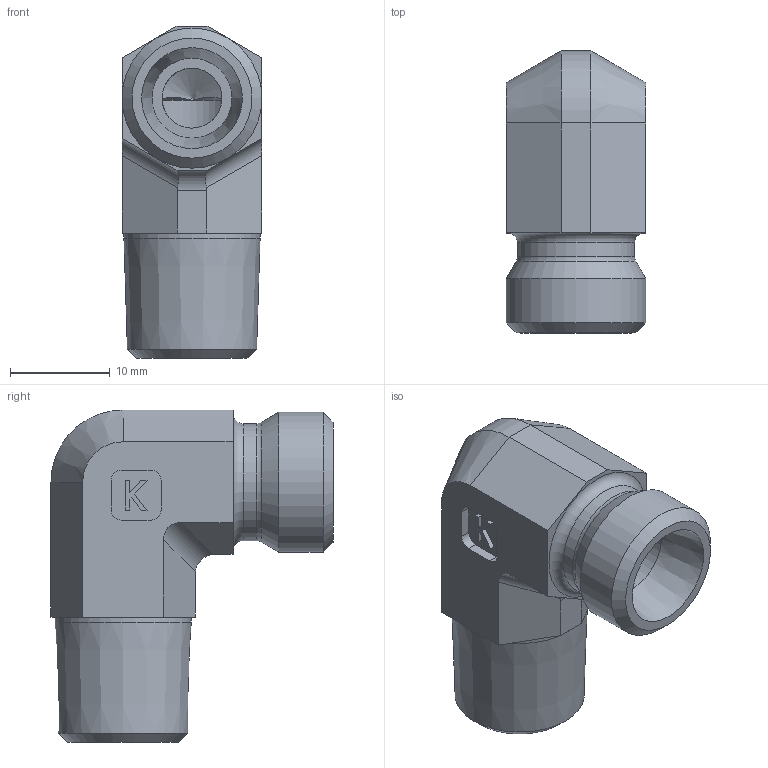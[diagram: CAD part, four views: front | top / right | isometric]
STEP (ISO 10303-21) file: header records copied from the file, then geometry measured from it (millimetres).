
FILE_DESCRIPTION((''),'2;1');
FILE_NAME('23002082814.stp','2014-08-27T10:38:01',(''),('KNOMI spol. s r. o.'),'Autodesk Inventor 2012','Autodesk Inventor 2012','');
FILE_SCHEMA(('AUTOMOTIVE_DESIGN { 1 2 10303 214 0 1 1 1 }'));
Length unit declared in the file: millimetre
Products named in the file (1): LHCR2 8LRkuž R1/4/M14x1
Bounding box: 14 x 28.22 x 33.22 mm (x, y, z)
Volume: 4924.7 mm3; surface area: 3378.4 mm2
Topology: 1 solids, 1 shells, 63 faces, 162 edges, 105 vertices
Faces by surface type: plane 37, cylinder 14, cone 10, torus 2
Full cylindrical faces by diameter (mm): 6 x1, 8 x2, 11.7 x1, 13.626 x1, 14 x1
Entity records: 1839 total; most frequent: CARTESIAN_POINT 361, DIRECTION 302, ORIENTED_EDGE 278, EDGE_CURVE 139, AXIS2_PLACEMENT_3D 103, VERTEX_POINT 97, VECTOR 96, LINE 96
